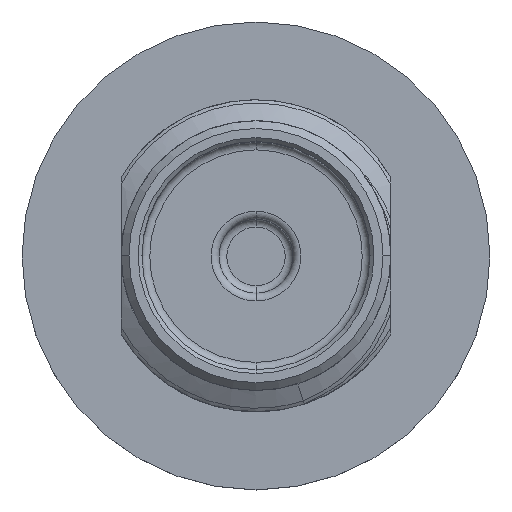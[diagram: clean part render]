
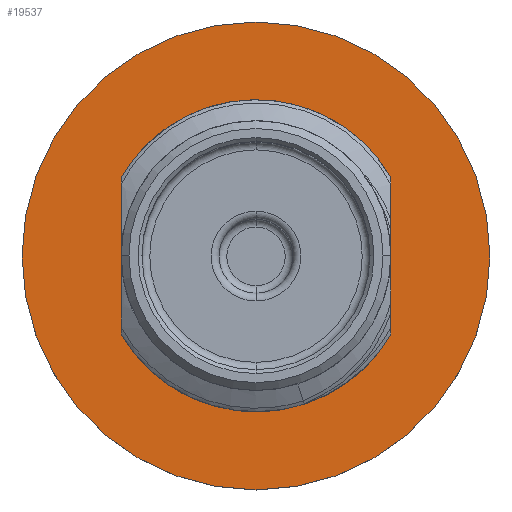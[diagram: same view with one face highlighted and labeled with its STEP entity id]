
A CAD part, top view. The second image highlights one B-rep face of the part: STEP entity #19537.
In plain terms, the highlighted planar face has unit normal (0, 0, 1).
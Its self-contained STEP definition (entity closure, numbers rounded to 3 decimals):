
#2141=CARTESIAN_POINT('',(0.,0.,0.));
#2142=DIRECTION('',(0.,0.,-1.));
#2143=DIRECTION('',(1.,0.,0.));
#2144=AXIS2_PLACEMENT_3D('',#2141,#2142,#2143);
#2146=CARTESIAN_POINT('',(0.,0.,0.));
#2147=DIRECTION('',(0.,0.,1.));
#2148=DIRECTION('',(1.,0.,0.));
#2149=AXIS2_PLACEMENT_3D('',#2146,#2147,#2148);
#2151=CARTESIAN_POINT('',(0.,0.,0.));
#2152=DIRECTION('',(0.,0.,1.));
#2153=DIRECTION('',(1.,0.,0.));
#2154=AXIS2_PLACEMENT_3D('',#2151,#2152,#2153);
#2164=CARTESIAN_POINT('',(0.,0.,0.));
#2165=DIRECTION('',(0.,0.,-1.));
#2166=DIRECTION('',(1.,0.,0.));
#2167=AXIS2_PLACEMENT_3D('',#2164,#2165,#2166);
#5069=CARTESIAN_POINT('',(6.,0.,0.));
#5071=VERTEX_POINT('',#5069);
#5087=CARTESIAN_POINT('',(-6.,0.,0.));
#5089=VERTEX_POINT('',#5087);
#5165=CARTESIAN_POINT('',(3.459,0.,0.));
#5167=VERTEX_POINT('',#5165);
#5280=CARTESIAN_POINT('',(-3.459,0.,0.));
#5281=VERTEX_POINT('',#5280);
#19522=CARTESIAN_POINT('',(0.,0.,0.));
#19523=DIRECTION('',(0.,0.,1.));
#19524=DIRECTION('',(-1.,0.,0.));
#19525=AXIS2_PLACEMENT_3D('',#19522,#19523,#19524);
#19526=PLANE('',#19525);
#19528=ORIENTED_EDGE('',*,*,#19527,.F.);
#19530=ORIENTED_EDGE('',*,*,#19529,.T.);
#19531=EDGE_LOOP('',(#19528,#19530));
#19532=FACE_OUTER_BOUND('',#19531,.F.);
#19533=ORIENTED_EDGE('',*,*,#6190,.F.);
#19534=ORIENTED_EDGE('',*,*,#5873,.T.);
#19535=EDGE_LOOP('',(#19533,#19534));
#19536=FACE_BOUND('',#19535,.F.);
#2145=CIRCLE('',#2144,3.459);
#2150=CIRCLE('',#2149,3.459);
#2155=CIRCLE('',#2154,6.);
#2168=CIRCLE('',#2167,6.);
#5873=EDGE_CURVE('',#5167,#5281,#2150,.T.);
#6190=EDGE_CURVE('',#5167,#5281,#2145,.T.);
#19527=EDGE_CURVE('',#5071,#5089,#2155,.T.);
#19529=EDGE_CURVE('',#5071,#5089,#2168,.T.);
#19537=ADVANCED_FACE('',(#19532,#19536),#19526,.T.);
